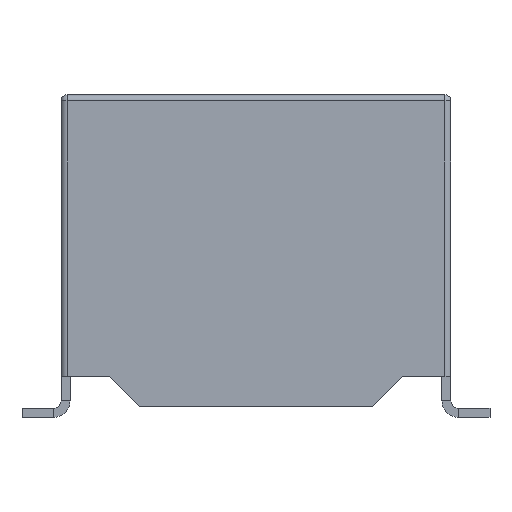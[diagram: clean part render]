
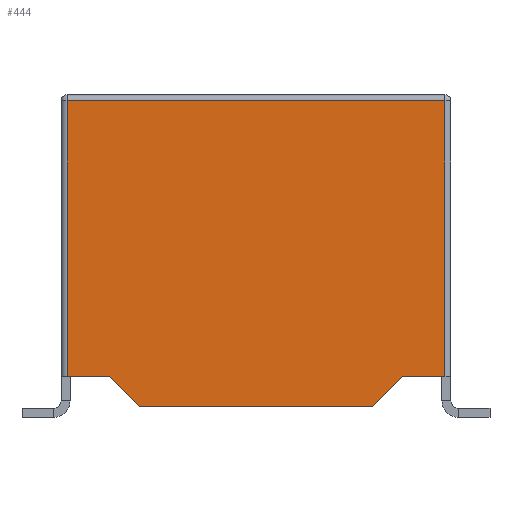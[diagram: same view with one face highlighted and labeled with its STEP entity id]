
A CAD part, left-side view. The second image highlights one B-rep face of the part: STEP entity #444.
In plain terms, the highlighted planar face has unit normal (-1, 0, 0).
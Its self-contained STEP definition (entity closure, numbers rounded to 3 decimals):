
#444 = ADVANCED_FACE ( 'NONE', ( #16692 ), #24394, .F. ) ;
#628 = AXIS2_PLACEMENT_3D ( 'NONE', #8887, #19062, #29271 ) ;
#1079 = ORIENTED_EDGE ( 'NONE', *, *, #21705, .T. ) ;
#1806 = LINE ( 'NONE', #17149, #18466 ) ;
#3263 = EDGE_CURVE ( 'NONE', #20542, #17687, #1806, .T. ) ;
#3325 = VERTEX_POINT ( 'NONE', #25952 ) ;
#4441 = DIRECTION ( 'NONE',  ( 0., -1., 0. ) ) ;
#4596 = LINE ( 'NONE', #14788, #24918 ) ;
#5056 = VECTOR ( 'NONE', #16123, 1000. ) ;
#6688 = CARTESIAN_POINT ( 'NONE',  ( -5., 2.45, 0.5 ) ) ;
#6730 = DIRECTION ( 'NONE',  ( 0., 0., -1. ) ) ;
#8625 = CARTESIAN_POINT ( 'NONE',  ( -5., 3.25, 0.5 ) ) ;
#8786 = LINE ( 'NONE', #19289, #16289 ) ;
#8887 = CARTESIAN_POINT ( 'NONE',  ( -5., 3.25, 5.2 ) ) ;
#10220 = CARTESIAN_POINT ( 'NONE',  ( -5., 3.15, 0.5 ) ) ;
#11626 = LINE ( 'NONE', #8625, #5056 ) ;
#11811 = ORIENTED_EDGE ( 'NONE', *, *, #13581, .T. ) ;
#12026 = DIRECTION ( 'NONE',  ( 0., 1., 0. ) ) ;
#12601 = CARTESIAN_POINT ( 'NONE',  ( -5., -1.95, 0. ) ) ;
#12845 = ORIENTED_EDGE ( 'NONE', *, *, #32814, .T. ) ;
#13078 = VERTEX_POINT ( 'NONE', #10220 ) ;
#13450 = EDGE_LOOP ( 'NONE', ( #31910, #11811, #17852, #12845, #32862, #1079, #21651, #26189 ) ) ;
#13581 = EDGE_CURVE ( 'NONE', #23044, #17687, #22675, .T. ) ;
#14488 = CARTESIAN_POINT ( 'NONE',  ( -5., -3.15, 0.5 ) ) ;
#14788 = CARTESIAN_POINT ( 'NONE',  ( -5., 3.25, 5.1 ) ) ;
#15354 = VECTOR ( 'NONE', #6730, 1000. ) ;
#16123 = DIRECTION ( 'NONE',  ( 0., 1., 0. ) ) ;
#16289 = VECTOR ( 'NONE', #16599, 1000. ) ;
#16355 = VECTOR ( 'NONE', #16834, 1000. ) ;
#16599 = DIRECTION ( 'NONE',  ( 0., 0., 1. ) ) ;
#16692 = FACE_OUTER_BOUND ( 'NONE', #13450, .T. ) ;
#16834 = DIRECTION ( 'NONE',  ( 0., -0.707, -0.707 ) ) ;
#17149 = CARTESIAN_POINT ( 'NONE',  ( -5., -3.25, 0.5 ) ) ;
#17687 = VERTEX_POINT ( 'NONE', #21331 ) ;
#17852 = ORIENTED_EDGE ( 'NONE', *, *, #3263, .F. ) ;
#18466 = VECTOR ( 'NONE', #12026, 1000. ) ;
#19062 = DIRECTION ( 'NONE',  ( 1., 0., 0. ) ) ;
#19289 = CARTESIAN_POINT ( 'NONE',  ( -5., -3.15, 5.2 ) ) ;
#19663 = CARTESIAN_POINT ( 'NONE',  ( -5., -1.95, 0. ) ) ;
#19759 = EDGE_CURVE ( 'NONE', #32856, #23044, #30355, .T. ) ;
#20058 = VERTEX_POINT ( 'NONE', #29269 ) ;
#20442 = VECTOR ( 'NONE', #4441, 1000. ) ;
#20542 = VERTEX_POINT ( 'NONE', #14488 ) ;
#21331 = CARTESIAN_POINT ( 'NONE',  ( -5., -2.45, 0.5 ) ) ;
#21651 = ORIENTED_EDGE ( 'NONE', *, *, #32037, .F. ) ;
#21705 = EDGE_CURVE ( 'NONE', #25509, #13078, #31966, .T. ) ;
#22642 = EDGE_CURVE ( 'NONE', #20058, #25509, #4596, .T. ) ;
#22675 = LINE ( 'NONE', #19663, #31616 ) ;
#23044 = VERTEX_POINT ( 'NONE', #12601 ) ;
#24078 = CARTESIAN_POINT ( 'NONE',  ( -5., 3.15, 5.2 ) ) ;
#24394 = PLANE ( 'NONE',  #628 ) ;
#24918 = VECTOR ( 'NONE', #24951, 1000. ) ;
#24951 = DIRECTION ( 'NONE',  ( 0., 1., 0. ) ) ;
#25509 = VERTEX_POINT ( 'NONE', #26739 ) ;
#25952 = CARTESIAN_POINT ( 'NONE',  ( -5., 2.45, 0.5 ) ) ;
#26189 = ORIENTED_EDGE ( 'NONE', *, *, #29932, .T. ) ;
#26645 = CARTESIAN_POINT ( 'NONE',  ( -5., 1.95, 0. ) ) ;
#26739 = CARTESIAN_POINT ( 'NONE',  ( -5., 3.15, 5.1 ) ) ;
#29269 = CARTESIAN_POINT ( 'NONE',  ( -5., -3.15, 5.1 ) ) ;
#29271 = DIRECTION ( 'NONE',  ( 0., 0., -1. ) ) ;
#29577 = LINE ( 'NONE', #6688, #16355 ) ;
#29932 = EDGE_CURVE ( 'NONE', #3325, #32856, #29577, .T. ) ;
#30355 = LINE ( 'NONE', #30964, #20442 ) ;
#30964 = CARTESIAN_POINT ( 'NONE',  ( -5., 3.25, 0. ) ) ;
#31616 = VECTOR ( 'NONE', #32918, 1000. ) ;
#31910 = ORIENTED_EDGE ( 'NONE', *, *, #19759, .T. ) ;
#31966 = LINE ( 'NONE', #24078, #15354 ) ;
#32037 = EDGE_CURVE ( 'NONE', #3325, #13078, #11626, .T. ) ;
#32814 = EDGE_CURVE ( 'NONE', #20542, #20058, #8786, .T. ) ;
#32856 = VERTEX_POINT ( 'NONE', #26645 ) ;
#32862 = ORIENTED_EDGE ( 'NONE', *, *, #22642, .T. ) ;
#32918 = DIRECTION ( 'NONE',  ( 0., -0.707, 0.707 ) ) ;
